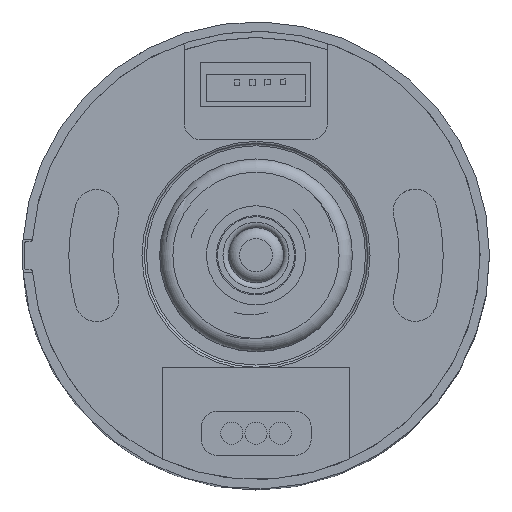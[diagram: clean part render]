
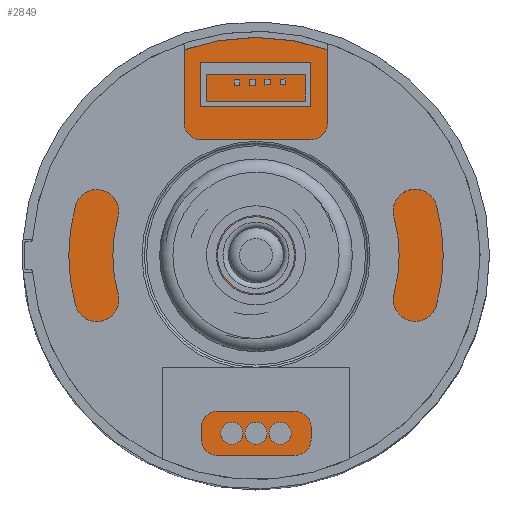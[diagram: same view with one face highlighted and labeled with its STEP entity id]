
A CAD part, top view. The second image highlights one B-rep face of the part: STEP entity #2849.
In plain terms, the highlighted planar face has unit normal (0, 0, 1).
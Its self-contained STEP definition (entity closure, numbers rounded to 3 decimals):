
#179=CIRCLE('',#3151,2.5);
#180=CIRCLE('',#3153,19.8);
#182=CIRCLE('',#3156,1.);
#183=CIRCLE('',#3157,1.);
#184=CIRCLE('',#3158,1.);
#509=ORIENTED_EDGE('',*,*,#1121,.F.);
#510=ORIENTED_EDGE('',*,*,#1122,.F.);
#511=ORIENTED_EDGE('',*,*,#1123,.F.);
#512=ORIENTED_EDGE('',*,*,#1118,.T.);
#513=ORIENTED_EDGE('',*,*,#1119,.T.);
#1118=EDGE_CURVE('',#1538,#1538,#179,.F.);
#1119=EDGE_CURVE('',#1539,#1539,#180,.T.);
#1121=EDGE_CURVE('',#1541,#1541,#182,.T.);
#1122=EDGE_CURVE('',#1542,#1542,#183,.T.);
#1123=EDGE_CURVE('',#1543,#1543,#184,.T.);
#1538=VERTEX_POINT('',#4458);
#1539=VERTEX_POINT('',#4461);
#1541=VERTEX_POINT('',#4466);
#1542=VERTEX_POINT('',#4468);
#1543=VERTEX_POINT('',#4470);
#2352=EDGE_LOOP('',(#509));
#2353=EDGE_LOOP('',(#510));
#2354=EDGE_LOOP('',(#511));
#2355=EDGE_LOOP('',(#512));
#2356=EDGE_LOOP('',(#513));
#2566=FACE_BOUND('',#2352,.T.);
#2567=FACE_BOUND('',#2353,.T.);
#2568=FACE_BOUND('',#2354,.T.);
#2569=FACE_BOUND('',#2355,.T.);
#2570=FACE_BOUND('',#2356,.T.);
#2765=PLANE('',#3155);
#2849=ADVANCED_FACE('',(#2566,#2567,#2568,#2569,#2570),#2765,.T.);
#3151=AXIS2_PLACEMENT_3D('',#4457,#3586,#3587);
#3153=AXIS2_PLACEMENT_3D('',#4460,#3590,#3591);
#3155=AXIS2_PLACEMENT_3D('',#4464,#3594,#3595);
#3156=AXIS2_PLACEMENT_3D('',#4465,#3596,#3597);
#3157=AXIS2_PLACEMENT_3D('',#4467,#3598,#3599);
#3158=AXIS2_PLACEMENT_3D('',#4469,#3600,#3601);
#3586=DIRECTION('',(0.,0.,1.));
#3587=DIRECTION('',(1.,0.,0.));
#3590=DIRECTION('',(0.,0.,1.));
#3591=DIRECTION('',(0.001,-1.,0.));
#3594=DIRECTION('',(0.,0.,1.));
#3595=DIRECTION('',(1.,0.,0.));
#3596=DIRECTION('',(0.,0.,1.));
#3597=DIRECTION('',(1.,0.,0.));
#3598=DIRECTION('',(0.,0.,1.));
#3599=DIRECTION('',(1.,0.,0.));
#3600=DIRECTION('',(0.,0.,1.));
#3601=DIRECTION('',(1.,0.,0.));
#4457=CARTESIAN_POINT('',(0.201,0.429,42.099));
#4458=CARTESIAN_POINT('',(2.701,0.429,42.099));
#4460=CARTESIAN_POINT('',(0.201,0.429,42.099));
#4461=CARTESIAN_POINT('',(0.218,-19.371,42.099));
#4464=CARTESIAN_POINT('',(0.201,0.429,42.099));
#4465=CARTESIAN_POINT('',(2.401,-15.716,42.099));
#4466=CARTESIAN_POINT('',(3.401,-15.716,42.099));
#4467=CARTESIAN_POINT('',(-1.999,-15.716,42.099));
#4468=CARTESIAN_POINT('',(-0.999,-15.716,42.099));
#4469=CARTESIAN_POINT('',(0.201,-15.716,42.099));
#4470=CARTESIAN_POINT('',(1.201,-15.716,42.099));
